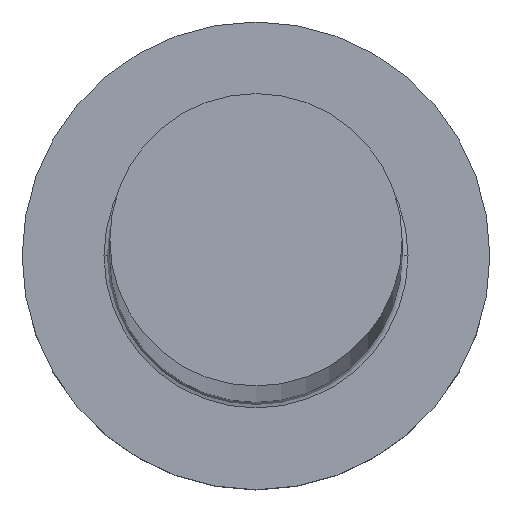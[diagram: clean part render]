
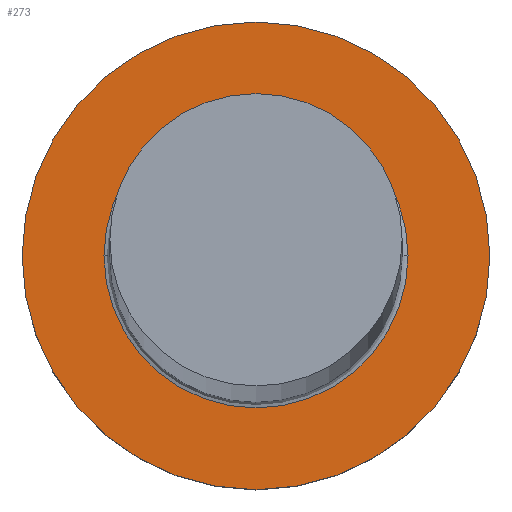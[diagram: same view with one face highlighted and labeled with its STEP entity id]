
A CAD part, top view. The second image highlights one B-rep face of the part: STEP entity #273.
In plain terms, the highlighted planar face has unit normal (0, 0, 1).
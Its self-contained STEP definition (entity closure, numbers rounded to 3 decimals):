
#5 = EDGE_CURVE ( 'NONE', #65, #84, #43, .T. ) ;
#6 = DIRECTION ( 'NONE',  ( 1., 0., 0. ) ) ;
#7 = DIRECTION ( 'NONE',  ( 0., 0., 1. ) ) ;
#11 = ORIENTED_EDGE ( 'NONE', *, *, #167, .T. ) ;
#14 = CIRCLE ( 'NONE', #226, 5.2 ) ;
#17 = ORIENTED_EDGE ( 'NONE', *, *, #174, .T. ) ;
#26 = CARTESIAN_POINT ( 'NONE',  ( 5.2, 0., 5. ) ) ;
#29 = VERTEX_POINT ( 'NONE', #26 ) ;
#43 = CIRCLE ( 'NONE', #276, 8. ) ;
#51 = AXIS2_PLACEMENT_3D ( 'NONE', #286, #186, #237 ) ;
#65 = VERTEX_POINT ( 'NONE', #225 ) ;
#73 = CARTESIAN_POINT ( 'NONE',  ( 0., 0., 5. ) ) ;
#83 = AXIS2_PLACEMENT_3D ( 'NONE', #211, #188, #169 ) ;
#84 = VERTEX_POINT ( 'NONE', #122 ) ;
#91 = CARTESIAN_POINT ( 'NONE',  ( 0., 0., 5. ) ) ;
#104 = FACE_OUTER_BOUND ( 'NONE', #275, .T. ) ;
#122 = CARTESIAN_POINT ( 'NONE',  ( 8., 0., 5. ) ) ;
#137 = AXIS2_PLACEMENT_3D ( 'NONE', #73, #7, #184 ) ;
#154 = CARTESIAN_POINT ( 'NONE',  ( 0., 0., 5. ) ) ;
#157 = EDGE_CURVE ( 'NONE', #29, #215, #14, .T. ) ;
#160 = ORIENTED_EDGE ( 'NONE', *, *, #157, .T. ) ;
#167 = EDGE_CURVE ( 'NONE', #84, #65, #261, .T. ) ;
#168 = DIRECTION ( 'NONE',  ( 0., 0., -1. ) ) ;
#169 = DIRECTION ( 'NONE',  ( 1., 0., 0. ) ) ;
#174 = EDGE_CURVE ( 'NONE', #215, #29, #307, .T. ) ;
#184 = DIRECTION ( 'NONE',  ( 1., 0., 0. ) ) ;
#186 = DIRECTION ( 'NONE',  ( 0., 0., 1. ) ) ;
#188 = DIRECTION ( 'NONE',  ( 0., 0., -1. ) ) ;
#211 = CARTESIAN_POINT ( 'NONE',  ( 0., 0., 5. ) ) ;
#215 = VERTEX_POINT ( 'NONE', #265 ) ;
#225 = CARTESIAN_POINT ( 'NONE',  ( -8., 0., 5. ) ) ;
#226 = AXIS2_PLACEMENT_3D ( 'NONE', #154, #168, #6 ) ;
#236 = PLANE ( 'NONE',  #51 ) ;
#237 = DIRECTION ( 'NONE',  ( 1., 0., 0. ) ) ;
#258 = DIRECTION ( 'NONE',  ( 1., 0., 0. ) ) ;
#261 = CIRCLE ( 'NONE', #137, 8. ) ;
#265 = CARTESIAN_POINT ( 'NONE',  ( -5.2, 0., 5. ) ) ;
#272 = DIRECTION ( 'NONE',  ( 0., 0., 1. ) ) ;
#273 = ADVANCED_FACE ( 'NONE', ( #284, #104 ), #236, .T. ) ;
#275 = EDGE_LOOP ( 'NONE', ( #292, #11 ) ) ;
#276 = AXIS2_PLACEMENT_3D ( 'NONE', #91, #272, #258 ) ;
#284 = FACE_BOUND ( 'NONE', #303, .T. ) ;
#286 = CARTESIAN_POINT ( 'NONE',  ( 0., 0., 5. ) ) ;
#292 = ORIENTED_EDGE ( 'NONE', *, *, #5, .T. ) ;
#303 = EDGE_LOOP ( 'NONE', ( #160, #17 ) ) ;
#307 = CIRCLE ( 'NONE', #83, 5.2 ) ;
